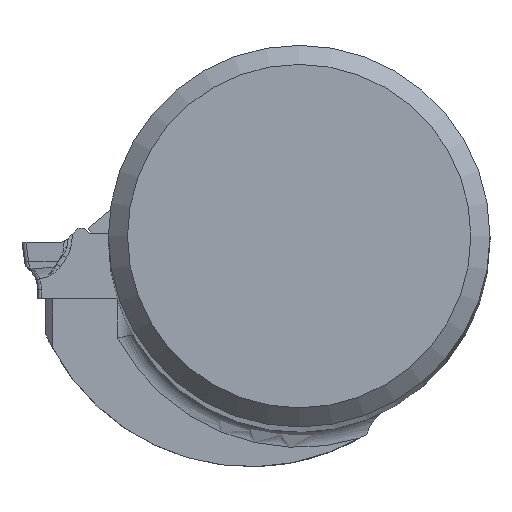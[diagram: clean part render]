
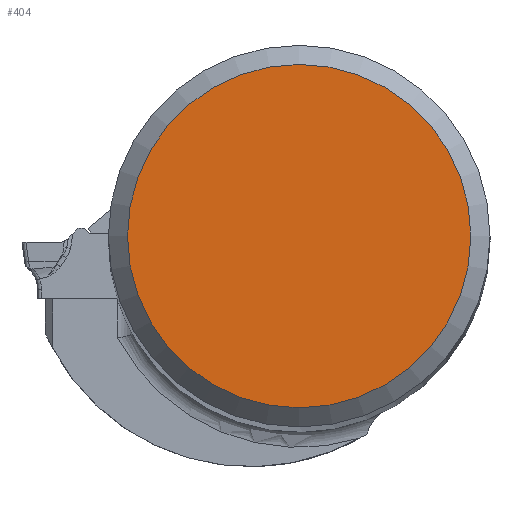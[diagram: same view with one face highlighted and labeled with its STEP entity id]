
A CAD part, top view. The second image highlights one B-rep face of the part: STEP entity #404.
In plain terms, the highlighted planar face has unit normal (0, 0, 1).
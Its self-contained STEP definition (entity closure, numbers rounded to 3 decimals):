
#201=FACE_OUTER_BOUND('',#997,.T.);
#404=ADVANCED_FACE('TB_BL_N5_SU8',(#201),#529,.F.);
#529=PLANE('',#2558);
#997=EDGE_LOOP('',(#1235));
#1235=ORIENTED_EDGE('',*,*,#2121,.T.);
#1868=VERTEX_POINT('',#3691);
#2121=EDGE_CURVE('',#1868,#1868,#2408,.T.);
#2408=CIRCLE('',#2556,8.982);
#2556=AXIS2_PLACEMENT_3D('',#3690,#2877,#2878);
#2558=AXIS2_PLACEMENT_3D('',#3693,#2881,#2882);
#2877=DIRECTION('',(0.,0.,1.));
#2878=DIRECTION('',(1.,0.,0.));
#2881=DIRECTION('',(0.,0.,-1.));
#2882=DIRECTION('',(-1.,0.,0.));
#3690=CARTESIAN_POINT('',(0.,0.,0.));
#3691=CARTESIAN_POINT('',(8.982,0.,0.));
#3693=CARTESIAN_POINT('',(8.982,0.,0.));
